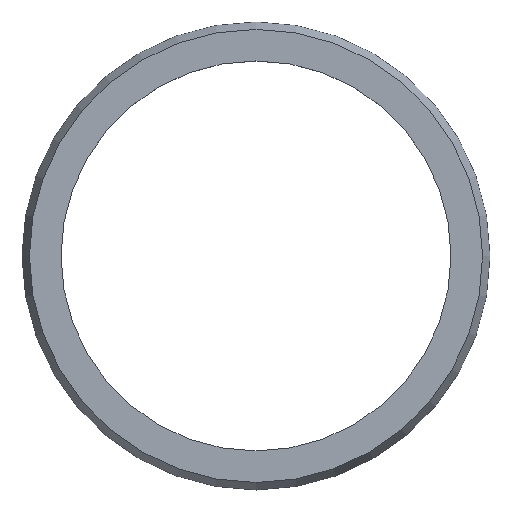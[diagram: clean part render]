
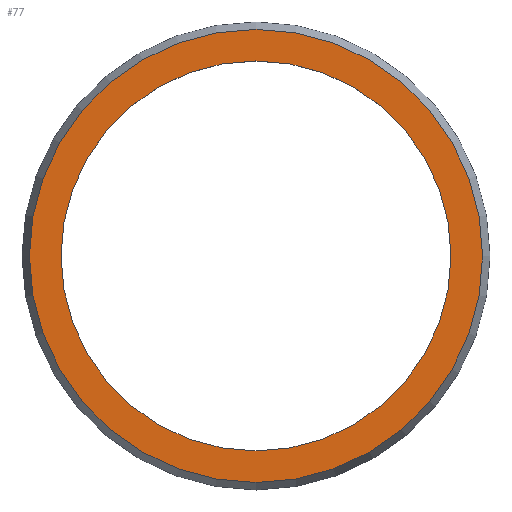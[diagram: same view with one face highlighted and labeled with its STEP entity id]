
A CAD part, top view. The second image highlights one B-rep face of the part: STEP entity #77.
In plain terms, the highlighted planar face has unit normal (0, 0, 1).
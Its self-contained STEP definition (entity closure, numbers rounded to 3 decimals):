
#17=FACE_BOUND('',#30,.T.);
#19=PLANE('',#100);
#23=FACE_OUTER_BOUND('',#29,.T.);
#29=EDGE_LOOP('',(#66));
#30=EDGE_LOOP('',(#67));
#41=CIRCLE('',#99,12.2);
#42=CIRCLE('',#101,10.5);
#46=VERTEX_POINT('',#139);
#47=VERTEX_POINT('',#143);
#52=EDGE_CURVE('',#46,#46,#41,.T.);
#54=EDGE_CURVE('',#47,#47,#42,.T.);
#66=ORIENTED_EDGE('',*,*,#52,.F.);
#67=ORIENTED_EDGE('',*,*,#54,.T.);
#77=ADVANCED_FACE('',(#23,#17),#19,.T.);
#99=AXIS2_PLACEMENT_3D('',#140,#118,#119);
#100=AXIS2_PLACEMENT_3D('',#142,#121,#122);
#101=AXIS2_PLACEMENT_3D('',#144,#123,#124);
#118=DIRECTION('center_axis',(0.,0.,
-1.));
#119=DIRECTION('ref_axis',(1.,0.,0.));
#121=DIRECTION('center_axis',(0.,0.,
1.));
#122=DIRECTION('ref_axis',(1.,0.,0.));
#123=DIRECTION('center_axis',(0.,0.,
-1.));
#124=DIRECTION('ref_axis',(1.,0.,0.));
#139=CARTESIAN_POINT('',(75.294,45.237,-68.724));
#140=CARTESIAN_POINT('Origin',(87.494,45.237,-68.724));
#142=CARTESIAN_POINT('Origin',(87.494,45.237,-68.724));
#143=CARTESIAN_POINT('',(76.994,45.237,-68.724));
#144=CARTESIAN_POINT('Origin',(87.494,45.237,-68.724));
